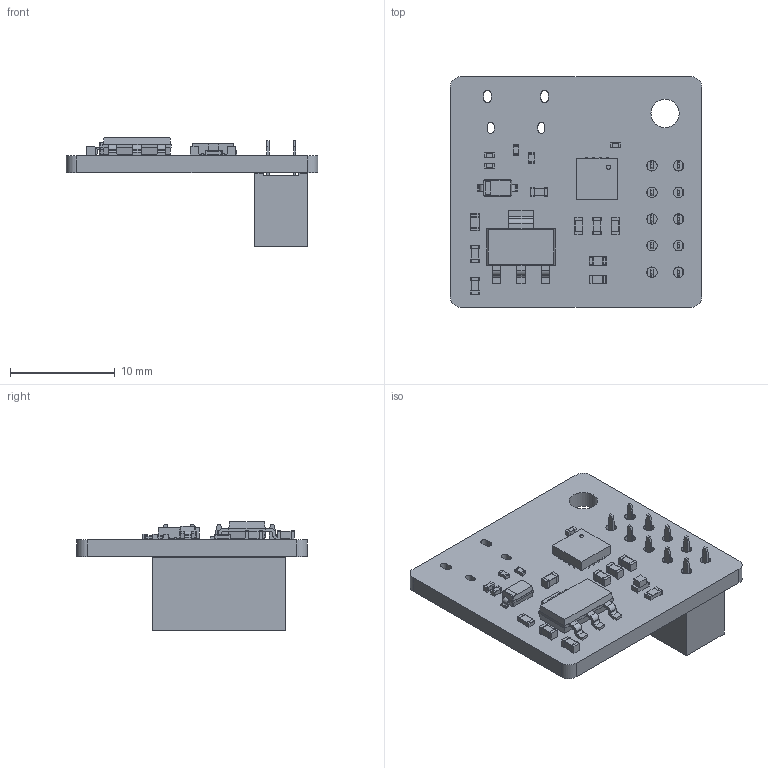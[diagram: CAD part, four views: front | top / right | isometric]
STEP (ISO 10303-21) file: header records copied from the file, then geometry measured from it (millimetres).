
FILE_DESCRIPTION(('KiCad electronic assembly'),'2;1');
FILE_NAME('rasp_usb.step','2020-11-25T10:02:45',('An Author'),( 'A Company'),'Open CASCADE STEP processor 6.9', 'KiCad to STEP converter','Unknown');
FILE_SCHEMA(('AUTOMOTIVE_DESIGN { 1 0 10303 214 1 1 1 1 }'));
Length unit declared in the file: millimetre
Products named in the file (24): Open CASCADE STEP translator 6.9 1; PinSocket_2x05_P2.54mm_Vertical; SOLID; SOT-223; C_0603_1608Metric; C_0402_1005Metric; LED_0603_1608Metric; L_0603_1608Metric; R_0402_1005Metric; R_0603_1608Metric; QFN-16-1EP_4x4mm_P0.65mm_EP2.1x2.1mm; Fuse_0603_1608Metric; D_SOD-123; COMPOUND
Assembly tree (30 placements, depth 3):
  Open CASCADE STEP translator 6.9 1
    PinSocket_2x05_P2.54mm_Vertical
      SOLID
    SOT-223
      SOLID
    C_0603_1608Metric  x5
      SOLID
    C_0402_1005Metric  x3
      SOLID
    LED_0603_1608Metric
      SOLID
    L_0603_1608Metric
      SOLID
    R_0402_1005Metric  x2
      SOLID
    R_0603_1608Metric
      SOLID
    QFN-16-1EP_4x4mm_P0.65mm_EP2.1x2.1mm
      SOLID
    Fuse_0603_1608Metric
      SOLID
    D_SOD-123
      SOLID
    COMPOUND
Bounding box: 24 x 22 x 10.4 mm (x, y, z)
Volume: 1309.3 mm3; surface area: 2070.8 mm2
Topology: 19 solids, 19 shells, 1018 faces, 2656 edges, 1728 vertices
Faces by surface type: plane 780, cylinder 196, bspline 42
Full cylindrical faces by diameter (mm): 0.4 x1, 1 x10, 2.7 x1
Entity records: 59090 total; most frequent: CARTESIAN_POINT 9529, DIRECTION 8107, LINE 5878, VECTOR 5878, ORIENTED_EDGE 4312, PCURVE 4312, DEFINITIONAL_REPRESENTATION 4312, EDGE_CURVE 2156
